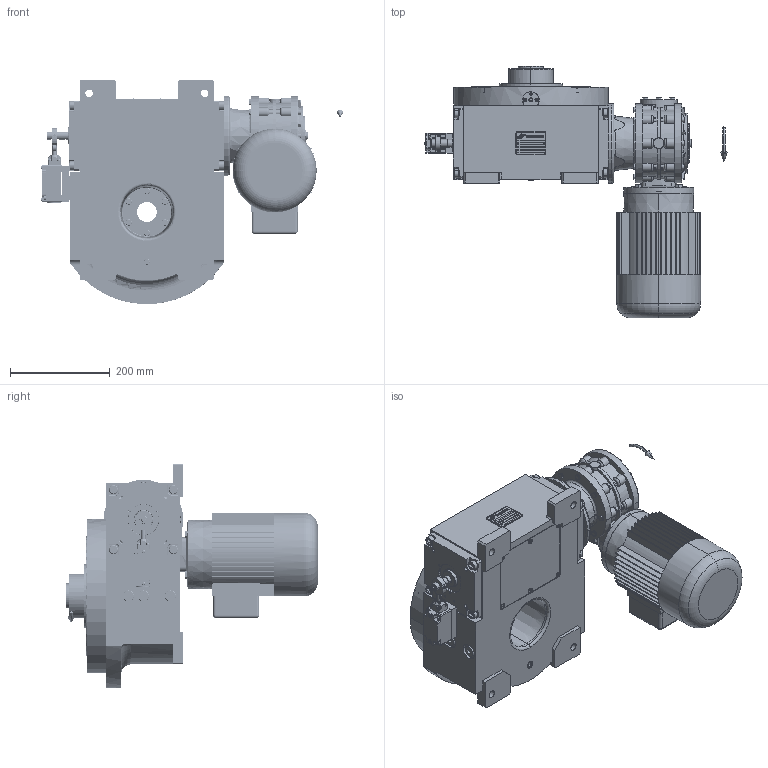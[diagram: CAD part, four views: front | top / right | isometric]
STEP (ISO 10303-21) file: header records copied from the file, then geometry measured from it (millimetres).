
FILE_DESCRIPTION (( 'STEP AP203' ), '1' );
FILE_NAME ('PC5201575.step', '2025-10-15T07:12:50', ( '' ), ( '' ), 'SwSTEP 2.0', 'SolidWorks 2020', '' );
FILE_SCHEMA (( 'CONFIG_CONTROL_DESIGN' ));
Length unit declared in the file: millimetre
Products named in the file (97): cfn2000_01_126; cfn2000_01_168; rig09_004; olio_agip_blasia_150; rig09_002_bl; RIG09_005_ASM.stp; AS_900_38_11_020; cfn2107_01_001; CFN2010_01_020.stp; cfn2003_01_054; CFN2155_01_195.stp; 900_38_11_020; cfn2000_01_099; cfn2000_01_081; AS_rig09_014; CFN2223_02_003.stp; cfn2151_01_167; 900_38_30_003; cfn2000_01_161; RIG09_021_AF0.stp; cfn2104_01_005; 900_38_10_49_4; rig09_003_8; AS_cfn2476_01_002_60x46; cfn2276_01_056; AS_900_38_10_49_4; CFN2356_03_053.stp; freccia_angolare; rig09_071_8_m.stp; cfn2128_04_002; AS_rig09_004; rig09_016; freccia_angolare_albero; cfn2205_01_015; RMI70_F3_LCB_DX_90B14; cfn2128_19_002; cfn2155_01_095; AS_rig09_016; rig09_001_a_s_011; RIG09_005_AF0.stp ...
Assembly tree (89 placements, depth 5):
  olio_agip_blasia_150
  CFN2010_01_020.stp
  CFN2223_02_003.stp
  cfn2151_01_167
  cfn2276_01_056
Bounding box: 606.9 x 505 x 450 mm (x, y, z)
Volume: 12093904 mm3; surface area: 1918389.1 mm2
Topology: 76 solids, 76 shells, 4285 faces, 10826 edges, 6894 vertices
Faces by surface type: plane 2102, cylinder 1259, cone 610, torus 296, bspline 10, sphere 8
Entity records: 155482 total; most frequent: CARTESIAN_POINT 45371, ORIENTED_EDGE 20896, DIRECTION 20810, EDGE_CURVE 10448, AXIS2_PLACEMENT_3D 7581, VERTEX_POINT 6724, LINE 5648, VECTOR 5648
